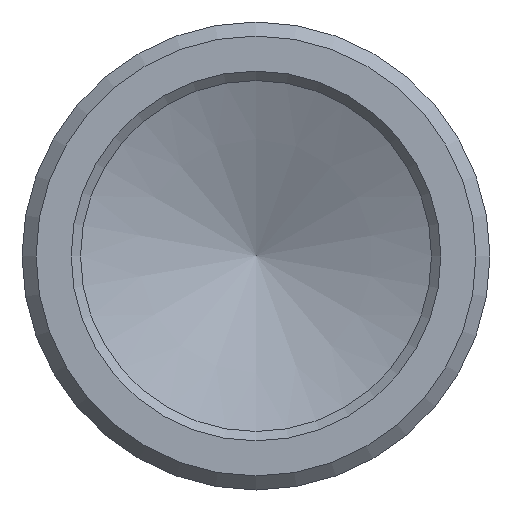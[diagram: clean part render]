
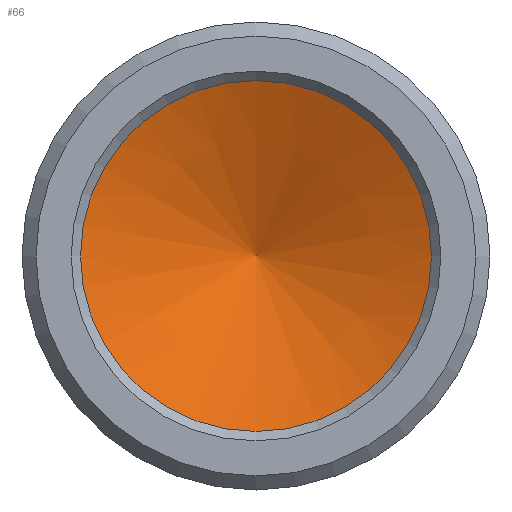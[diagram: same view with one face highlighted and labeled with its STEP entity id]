
A CAD part, front view. The second image highlights one B-rep face of the part: STEP entity #66.
In plain terms, the highlighted conical face has half-angle 68 degrees and reference radius 3.75 mm.
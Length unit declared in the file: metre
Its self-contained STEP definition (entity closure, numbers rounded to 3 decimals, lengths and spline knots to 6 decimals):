
#66 = ADVANCED_FACE( 'NONE', ( #140, #141 ), #142, .F. );
#140 = FACE_OUTER_BOUND( '', #210, .T. );
#141 = FACE_BOUND( '', #211, .T. );
#142 = CONICAL_SURFACE( '', #212, 0.00375, 1.187 );
#210 = EDGE_LOOP( '', ( #300 ) );
#211 = VERTEX_LOOP( '', #301 );
#212 = AXIS2_PLACEMENT_3D( '', #302, #303, #304 );
#300 = ORIENTED_EDGE( '', *, *, #343, .T. );
#301 = VERTEX_POINT( 'NONE', #346 );
#302 = CARTESIAN_POINT( '', ( 0., 0.022, 0. ) );
#303 = DIRECTION( '', ( 0., -1., 0. ) );
#304 = DIRECTION( '', ( 0., 0., -1. ) );
#343 = EDGE_CURVE( 'NONE', #389, #389, #390, .T. );
#346 = CARTESIAN_POINT( '', ( 0., 0.023515, 0. ) );
#389 = VERTEX_POINT( '', #435 );
#390 = CIRCLE( '', #436, 0.00375 );
#435 = CARTESIAN_POINT( '', ( 0., 0.022, -0.00375 ) );
#436 = AXIS2_PLACEMENT_3D( '', #483, #484, #485 );
#483 = CARTESIAN_POINT( '', ( 0., 0.022, 0. ) );
#484 = DIRECTION( '', ( 0., -1., 0. ) );
#485 = DIRECTION( '', ( 0., 0., -1. ) );
